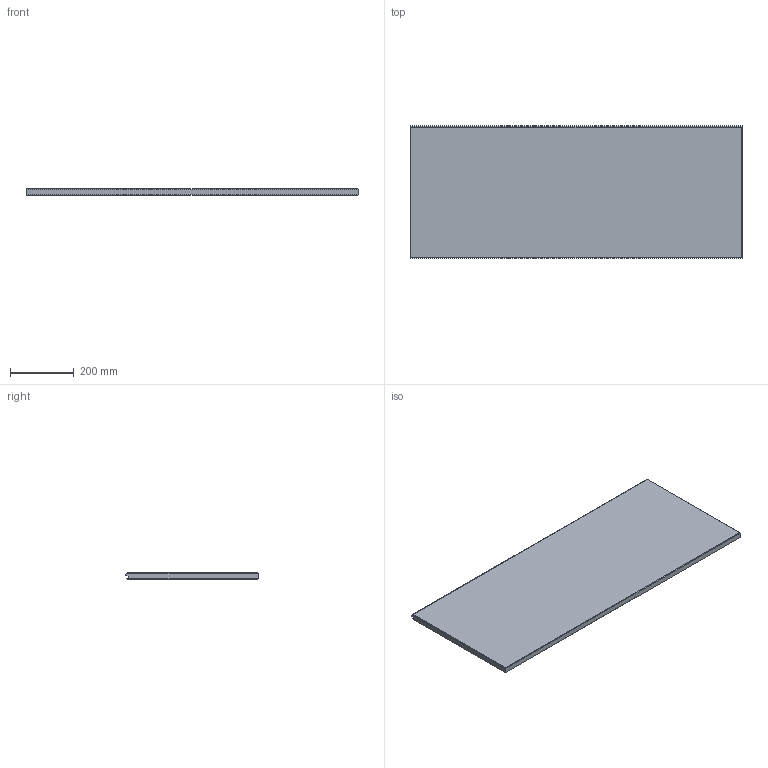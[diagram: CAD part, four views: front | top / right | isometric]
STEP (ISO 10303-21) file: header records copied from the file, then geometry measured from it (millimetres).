
FILE_DESCRIPTION(/* description */ (''),/* implementation_level */ '2;1');
FILE_NAME(/* name */ 'Leaf_End.step',/* time_stamp */ '2023-05-20T12:52:05-04:00',/* author */ (''),/* organization */ (''),/* preprocessor_version */ 'ST-DEVELOPER v19.2',/* originating_system */ 'Autodesk Translation Framework v12.4.0.73',/* authorisation */ '');
FILE_SCHEMA (('AUTOMOTIVE_DESIGN { 1 0 10303 214 3 1 1 }'));
Length unit declared in the file: inch
Products named in the file (1): Leaf_End
Bounding box: 1041.4 x 416.56 x 19.05 mm (x, y, z)
Volume: 8181092.3 mm3; surface area: 921839.6 mm2
Topology: 1 solids, 1 shells, 20 faces, 46 edges, 28 vertices
Faces by surface type: plane 20
Entity records: 588 total; most frequent: CARTESIAN_POINT 95, ORIENTED_EDGE 92, DIRECTION 88, LINE 46, VECTOR 46, EDGE_CURVE 46, VERTEX_POINT 28, AXIS2_PLACEMENT_3D 21
